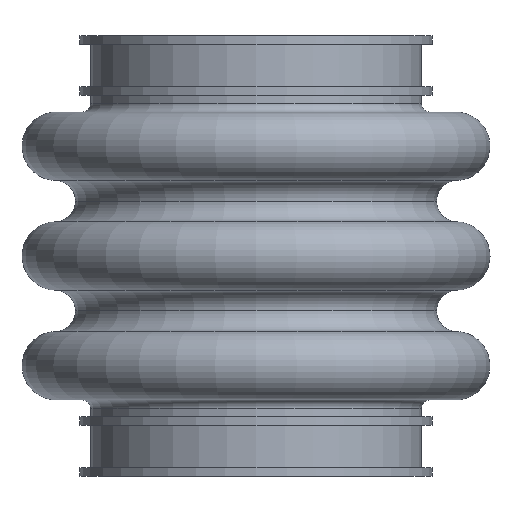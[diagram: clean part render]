
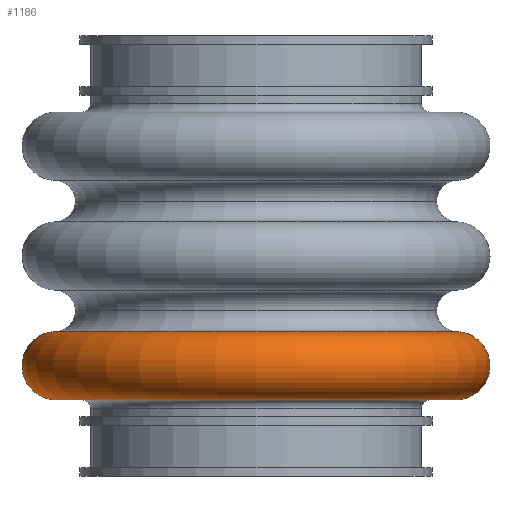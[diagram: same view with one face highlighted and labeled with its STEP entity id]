
A CAD part, front view. The second image highlights one B-rep face of the part: STEP entity #1186.
In plain terms, the highlighted toroidal (fillet/blend) face has major radius 18.726 mm and minor radius 3.207 mm.
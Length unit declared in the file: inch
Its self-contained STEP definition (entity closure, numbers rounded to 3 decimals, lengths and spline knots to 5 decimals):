
#190 = CARTESIAN_POINT ( 'NONE',  ( 0.74037, 0., -0.27874 ) ) ;
#405 = AXIS2_PLACEMENT_3D ( 'NONE', #3243, #3242, #3145 ) ;
#603 = CARTESIAN_POINT ( 'NONE',  ( -0.73722, 0., -0.53125 ) ) ;
#823 = VERTEX_POINT ( 'NONE', #603 ) ;
#1002 = ORIENTED_EDGE ( 'NONE', *, *, #2277, .F. ) ;
#1029 = ORIENTED_EDGE ( 'NONE', *, *, #2074, .T. ) ;
#1159 = CARTESIAN_POINT ( 'NONE',  ( 0., 0., -0.27874 ) ) ;
#1186 = ADVANCED_FACE ( 'NONE', ( #2521 ), #3501, .T. ) ;
#1217 = VERTEX_POINT ( 'NONE', #2455 ) ;
#1235 = AXIS2_PLACEMENT_3D ( 'NONE', #2123, #2117, #2725 ) ;
#1285 = EDGE_CURVE ( 'NONE', #823, #1217, #3239, .T. ) ;
#1291 = CIRCLE ( 'NONE', #405, 0.12628 ) ;
#1347 = EDGE_CURVE ( 'NONE', #823, #1510, #1387, .T. ) ;
#1373 = AXIS2_PLACEMENT_3D ( 'NONE', #2864, #2296, #2291 ) ;
#1387 = CIRCLE ( 'NONE', #2567, 0.73722 ) ;
#1510 = VERTEX_POINT ( 'NONE', #2954 ) ;
#1619 = CIRCLE ( 'NONE', #3350, 0.74037 ) ;
#2037 = DIRECTION ( 'NONE',  ( 1., 0., 0. ) ) ;
#2074 = EDGE_CURVE ( 'NONE', #1510, #2698, #1291, .T. ) ;
#2117 = DIRECTION ( 'NONE',  ( 0., 1., 0. ) ) ;
#2123 = CARTESIAN_POINT ( 'NONE',  ( -0.73722, 0., -0.40497 ) ) ;
#2277 = EDGE_CURVE ( 'NONE', #1217, #2698, #1619, .T. ) ;
#2291 = DIRECTION ( 'NONE',  ( 1., 0., 0. ) ) ;
#2296 = DIRECTION ( 'NONE',  ( 0., 0., 1. ) ) ;
#2375 = ORIENTED_EDGE ( 'NONE', *, *, #1347, .T. ) ;
#2402 = DIRECTION ( 'NONE',  ( 1., 0., 0. ) ) ;
#2428 = CARTESIAN_POINT ( 'NONE',  ( 0., 0., -0.53125 ) ) ;
#2455 = CARTESIAN_POINT ( 'NONE',  ( -0.74037, 0., -0.27874 ) ) ;
#2521 = FACE_OUTER_BOUND ( 'NONE', #3015, .T. ) ;
#2567 = AXIS2_PLACEMENT_3D ( 'NONE', #2428, #2865, #2402 ) ;
#2698 = VERTEX_POINT ( 'NONE', #190 ) ;
#2725 = DIRECTION ( 'NONE',  ( -1., 0., 0. ) ) ;
#2864 = CARTESIAN_POINT ( 'NONE',  ( 0., 0., -0.40497 ) ) ;
#2865 = DIRECTION ( 'NONE',  ( 0., 0., 1. ) ) ;
#2954 = CARTESIAN_POINT ( 'NONE',  ( 0.73722, 0., -0.53125 ) ) ;
#3015 = EDGE_LOOP ( 'NONE', ( #3227, #2375, #1029, #1002 ) ) ;
#3145 = DIRECTION ( 'NONE',  ( 0., 0., -1. ) ) ;
#3227 = ORIENTED_EDGE ( 'NONE', *, *, #1285, .F. ) ;
#3239 = CIRCLE ( 'NONE', #1235, 0.12628 ) ;
#3242 = DIRECTION ( 'NONE',  ( 0., -1., 0. ) ) ;
#3243 = CARTESIAN_POINT ( 'NONE',  ( 0.73722, 0., -0.40497 ) ) ;
#3301 = DIRECTION ( 'NONE',  ( 0., 0., 1. ) ) ;
#3350 = AXIS2_PLACEMENT_3D ( 'NONE', #1159, #3301, #2037 ) ;
#3501 = TOROIDAL_SURFACE ( 'NONE', #1373, 0.73722, 0.12628 ) ;
